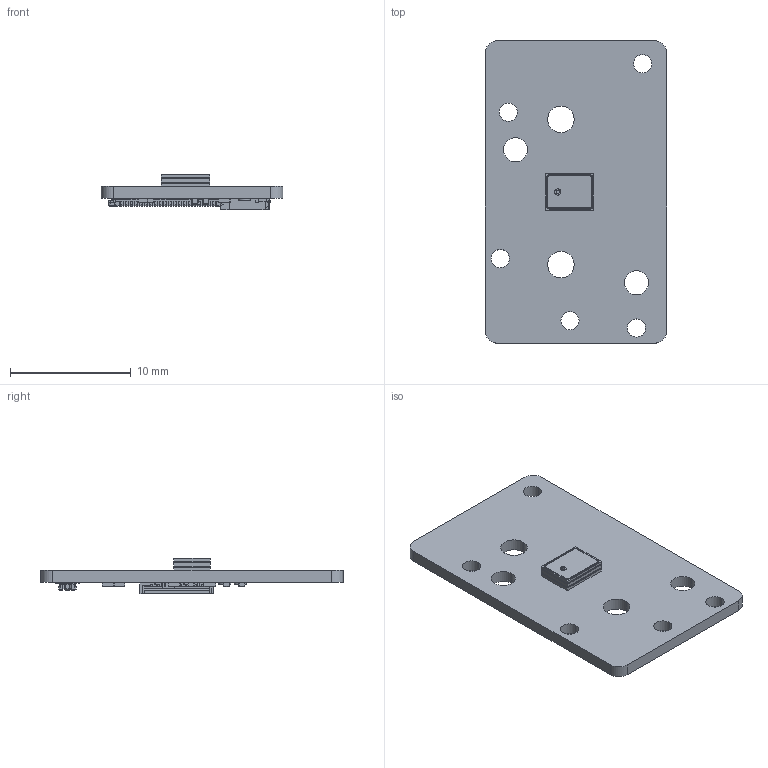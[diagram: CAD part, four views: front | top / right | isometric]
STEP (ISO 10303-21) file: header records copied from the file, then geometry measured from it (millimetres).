
FILE_DESCRIPTION(/* description */ ('PCB Design'),/* implementation_level */ '2;1');
FILE_NAME(/* name */ 'RAK18030_VA_2022_0509_2',/* time_stamp */ '2022-05-09T20:04:21+08:00',/* author */ (''),/* organization */ (''),/* preprocessor_version */ 'ST-DEVELOPER v16',/* originating_system */ 'allegro_17.4S012',/* authorisation */ '');
FILE_SCHEMA (('AP242_MANAGED_MODEL_BASED_3D_ENGINEERING_MIM_LF { 1 0 10303 442 1 1 4 }'));
Products named in the file (15): RAK18030_VA_2022_0509_2; BOARD_OUTLINE; COMPONENTS; TEST_POINT; FCC15-0R3-1-D; BTB40_2X20_4MM_M; SR0402; SC0402; SPK0641HT4H-1; TEST-POINT-SM; TXGA-FFC03009-15; BTB40-2X20-4MM-M; RES-SM-CHIP; CAP-SM-MLCC-0402[1005]; KNOWLES-SPK0641HT4H-1
Assembly tree (23 placements, depth 4):
  RAK18030_VA_2022_0509_2
    BOARD_OUTLINE
    COMPONENTS
      TEST_POINT  x2
        TEST-POINT-SM
      FCC15-0R3-1-D
        TXGA-FFC03009-15
      BTB40_2X20_4MM_M
        BTB40-2X20-4MM-M
      SR0402  x8
        RES-SM-CHIP
      SC0402  x2
        CAP-SM-MLCC-0402[1005]
      SPK0641HT4H-1
        KNOWLES-SPK0641HT4H-1
Bounding box: 15 x 25 x 2.95 mm (x, y, z)
Volume: 31.1 mm3; surface area: 1120.6 mm2
Topology: 15 solids, 16 shells, 2914 faces, 7939 edges, 4945 vertices
Faces by surface type: plane 1912, cylinder 794, torus 152, bspline 56
Full cylindrical faces by diameter (mm): 0.15 x1, 0.2 x1, 0.25 x1, 0.51 x1, 1 x2
Entity records: 89332 total; most frequent: CARTESIAN_POINT 14273, ORIENTED_EDGE 13136, DIRECTION 12067, EDGE_CURVE 6578, VECTOR 5432, LINE 5432, VERTEX_POINT 4218, AXIS2_PLACEMENT_3D 3411
